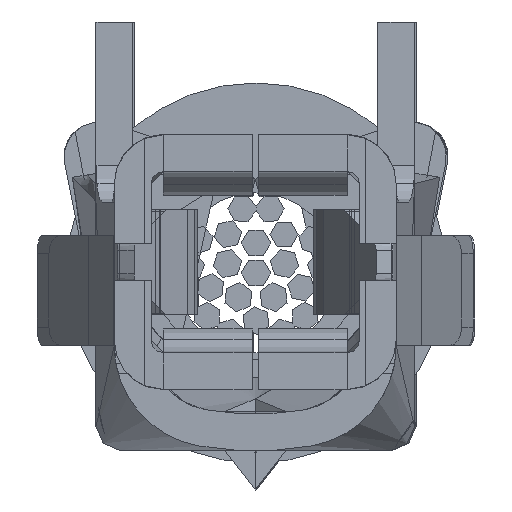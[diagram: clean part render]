
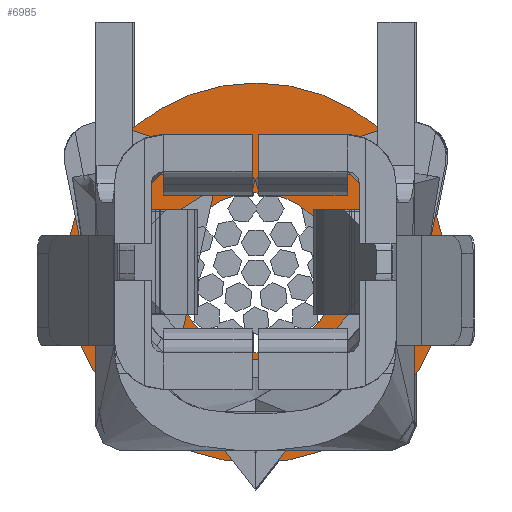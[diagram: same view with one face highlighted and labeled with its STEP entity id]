
A CAD part, front view. The second image highlights one B-rep face of the part: STEP entity #6985.
In plain terms, the highlighted planar face has unit normal (0, -1, 0).
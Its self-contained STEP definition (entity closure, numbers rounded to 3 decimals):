
#180=PLANE('',#7599);
#417=CIRCLE('',#7594,0.655);
#419=CIRCLE('',#7597,1.55);
#773=ORIENTED_EDGE('',*,*,#2852,.T.);
#774=ORIENTED_EDGE('',*,*,#2854,.F.);
#2852=EDGE_CURVE('',#3910,#3910,#417,.T.);
#2854=EDGE_CURVE('',#3912,#3912,#419,.T.);
#3910=VERTEX_POINT('',#10426);
#3912=VERTEX_POINT('',#10431);
#6006=EDGE_LOOP('',(#773));
#6007=EDGE_LOOP('',(#774));
#6427=FACE_BOUND('',#6006,.T.);
#6428=FACE_BOUND('',#6007,.T.);
#6985=ADVANCED_FACE('',(#6427,#6428),#180,.F.);
#7594=AXIS2_PLACEMENT_3D('',#10425,#8400,#8401);
#7597=AXIS2_PLACEMENT_3D('',#10430,#8406,#8407);
#7599=AXIS2_PLACEMENT_3D('',#10433,#8410,#8411);
#8400=DIRECTION('',(0.,1.,0.));
#8401=DIRECTION('',(1.,0.,0.));
#8406=DIRECTION('',(0.,1.,0.));
#8407=DIRECTION('',(1.,0.,0.));
#8410=DIRECTION('',(0.,1.,0.));
#8411=DIRECTION('',(0.,0.,1.));
#10425=CARTESIAN_POINT('',(0.,-150.,0.));
#10426=CARTESIAN_POINT('',(0.655,-150.,0.));
#10430=CARTESIAN_POINT('',(0.,-150.,0.));
#10431=CARTESIAN_POINT('',(1.55,-150.,0.));
#10433=CARTESIAN_POINT('',(0.,-150.,0.));
